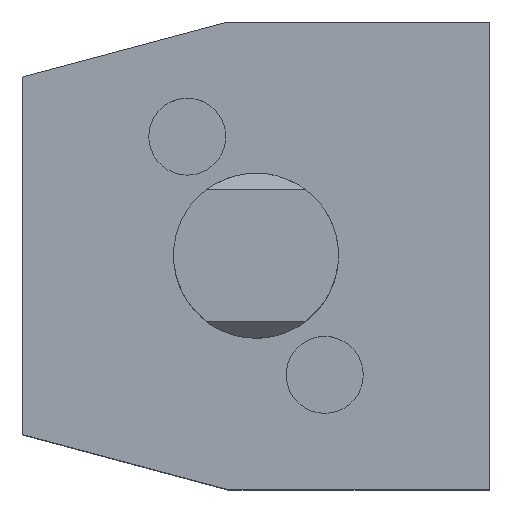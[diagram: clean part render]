
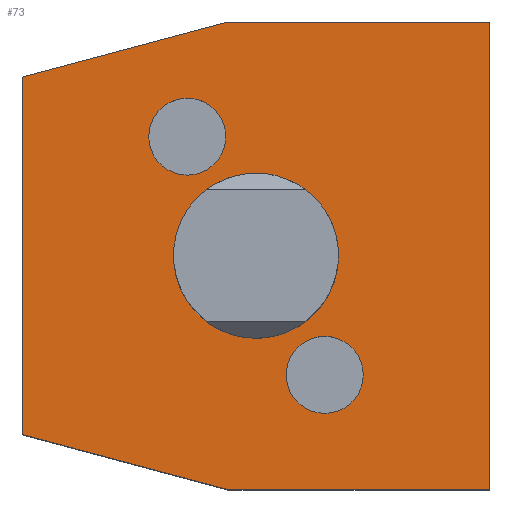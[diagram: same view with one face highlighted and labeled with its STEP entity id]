
A CAD part, top view. The second image highlights one B-rep face of the part: STEP entity #73.
In plain terms, the highlighted planar face has unit normal (0, 0, 1).
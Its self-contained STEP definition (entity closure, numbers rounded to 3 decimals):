
#40=FACE_BOUND('',#157,.T.);
#41=FACE_BOUND('',#158,.T.);
#42=FACE_BOUND('',#159,.T.);
#43=FACE_BOUND('',#160,.T.);
#50=CIRCLE('',#613,15.);
#51=CIRCLE('',#616,7.);
#52=CIRCLE('',#617,7.);
#73=ADVANCED_FACE('',(#40,#41,#42,#43),#102,.F.);
#102=PLANE('',#618);
#157=EDGE_LOOP('',(#258));
#158=EDGE_LOOP('',(#259));
#159=EDGE_LOOP('',(#260));
#160=EDGE_LOOP('',(#261,#262,#263,#264,#265,#266));
#258=ORIENTED_EDGE('',*,*,#423,.F.);
#259=ORIENTED_EDGE('',*,*,#424,.F.);
#260=ORIENTED_EDGE('',*,*,#421,.T.);
#261=ORIENTED_EDGE('',*,*,#408,.F.);
#262=ORIENTED_EDGE('',*,*,#425,.F.);
#263=ORIENTED_EDGE('',*,*,#384,.F.);
#264=ORIENTED_EDGE('',*,*,#394,.F.);
#265=ORIENTED_EDGE('',*,*,#397,.F.);
#266=ORIENTED_EDGE('',*,*,#400,.F.);
#333=VERTEX_POINT('',#824);
#334=VERTEX_POINT('',#826);
#341=VERTEX_POINT('',#844);
#343=VERTEX_POINT('',#851);
#345=VERTEX_POINT('',#857);
#350=VERTEX_POINT('',#870);
#359=VERTEX_POINT('',#899);
#360=VERTEX_POINT('',#904);
#361=VERTEX_POINT('',#906);
#384=EDGE_CURVE('',#333,#334,#455,.T.);
#394=EDGE_CURVE('',#341,#333,#465,.T.);
#397=EDGE_CURVE('',#343,#341,#468,.T.);
#400=EDGE_CURVE('',#345,#343,#471,.T.);
#408=EDGE_CURVE('',#350,#345,#479,.T.);
#421=EDGE_CURVE('',#359,#359,#50,.T.);
#423=EDGE_CURVE('',#360,#360,#51,.T.);
#424=EDGE_CURVE('',#361,#361,#52,.T.);
#425=EDGE_CURVE('',#334,#350,#489,.T.);
#455=LINE('',#825,#517);
#465=LINE('',#845,#527);
#468=LINE('',#850,#530);
#471=LINE('',#856,#533);
#479=LINE('',#871,#541);
#489=LINE('',#907,#551);
#517=VECTOR('',#665,1.);
#527=VECTOR('',#679,1.);
#530=VECTOR('',#684,1.);
#533=VECTOR('',#689,1.);
#541=VECTOR('',#699,1.);
#551=VECTOR('',#739,1.);
#613=AXIS2_PLACEMENT_3D('',#898,#728,#729);
#616=AXIS2_PLACEMENT_3D('',#903,#735,#736);
#617=AXIS2_PLACEMENT_3D('',#905,#737,#738);
#618=AXIS2_PLACEMENT_3D('',#908,#740,#741);
#665=DIRECTION('',(-1.,0.,0.));
#679=DIRECTION('',(0.,-1.,0.));
#684=DIRECTION('',(1.,0.,0.));
#689=DIRECTION('',(0.966,0.259,0.));
#699=DIRECTION('',(0.,1.,0.));
#728=DIRECTION('',(0.,0.,-1.));
#729=DIRECTION('',(1.,0.,0.));
#735=DIRECTION('',(0.,0.,1.));
#736=DIRECTION('',(0.,-1.,0.));
#737=DIRECTION('',(0.,0.,1.));
#738=DIRECTION('',(0.,-1.,0.));
#739=DIRECTION('',(-0.966,0.259,0.));
#740=DIRECTION('',(0.,0.,-1.));
#741=DIRECTION('',(-1.,0.,0.));
#824=CARTESIAN_POINT('',(42.5,-42.5,0.));
#825=CARTESIAN_POINT('',(42.5,-42.5,0.));
#826=CARTESIAN_POINT('',(-5.179,-42.5,0.));
#844=CARTESIAN_POINT('',(42.5,42.5,0.));
#845=CARTESIAN_POINT('',(42.5,42.5,0.));
#850=CARTESIAN_POINT('',(-5.179,42.5,0.));
#851=CARTESIAN_POINT('',(-5.179,42.5,0.));
#856=CARTESIAN_POINT('',(-42.5,32.5,0.));
#857=CARTESIAN_POINT('',(-42.5,32.5,0.));
#870=CARTESIAN_POINT('',(-42.5,-32.5,0.));
#871=CARTESIAN_POINT('',(-42.5,-32.5,0.));
#898=CARTESIAN_POINT('',(0.,0.,0.));
#899=CARTESIAN_POINT('',(15.,0.,0.));
#903=CARTESIAN_POINT('',(12.5,-21.651,0.));
#904=CARTESIAN_POINT('',(12.5,-28.651,0.));
#905=CARTESIAN_POINT('',(-12.5,21.651,0.));
#906=CARTESIAN_POINT('',(-12.5,14.651,0.));
#907=CARTESIAN_POINT('',(-42.5,-32.5,0.));
#908=CARTESIAN_POINT('',(-42.5,42.5,0.));
